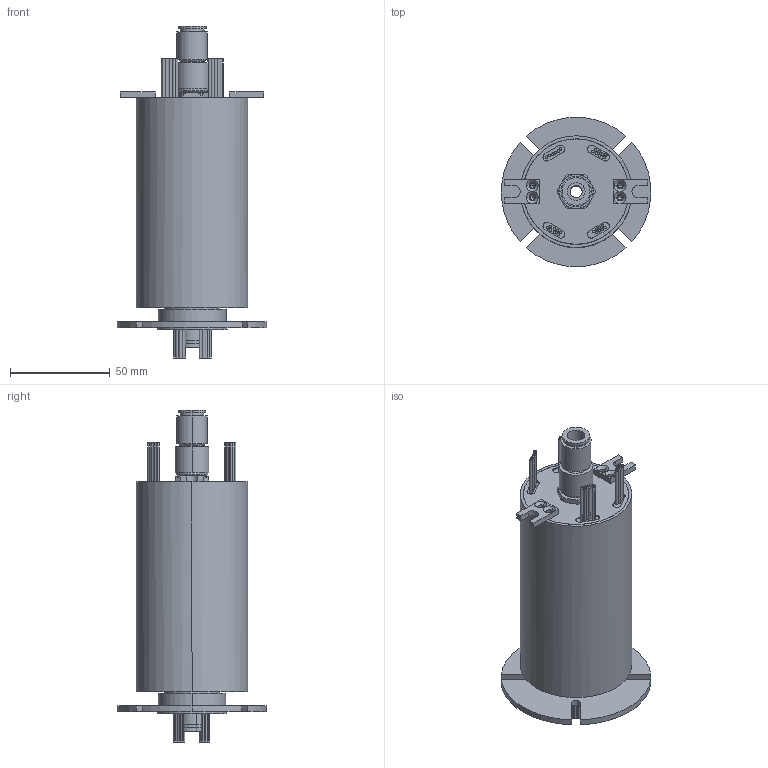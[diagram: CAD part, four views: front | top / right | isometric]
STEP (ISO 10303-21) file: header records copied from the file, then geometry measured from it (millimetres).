
FILE_DESCRIPTION (( 'STEP AP203' ), '1' );
FILE_NAME ('RAPH100-02-G0801-S30.STEP', '2020-07-16T01:24:11', ( '微软用户' ), ( '微软中国' ), 'SwSTEP 2.0', 'SolidWorks 2014', '' );
FILE_SCHEMA (( 'CONFIG_CONTROL_DESIGN' ));
Length unit declared in the file: millimetre
Products named in the file (4): MAPH100-02-S30; KQ2S08-01S; KSH08-01S; RAPH100-02-G0801-S30
Assembly tree (3 placements, depth 2):
  RAPH100-02-G0801-S30
    MAPH100-02-S30
    KQ2S08-01S
    KSH08-01S
Bounding box: 74.88 x 74.75 x 166.4 mm (x, y, z)
Volume: 281876.5 mm3; surface area: 48668.4 mm2
Topology: 3 solids, 3 shells, 444 faces, 993 edges, 641 vertices
Faces by surface type: cylinder 246, plane 158, cone 36, torus 4
Entity records: 12952 total; most frequent: DIRECTION 2394, CARTESIAN_POINT 2190, ORIENTED_EDGE 1970, AXIS2_PLACEMENT_3D 997, EDGE_CURVE 985, VERTEX_POINT 641, EDGE_LOOP 548, CIRCLE 547
